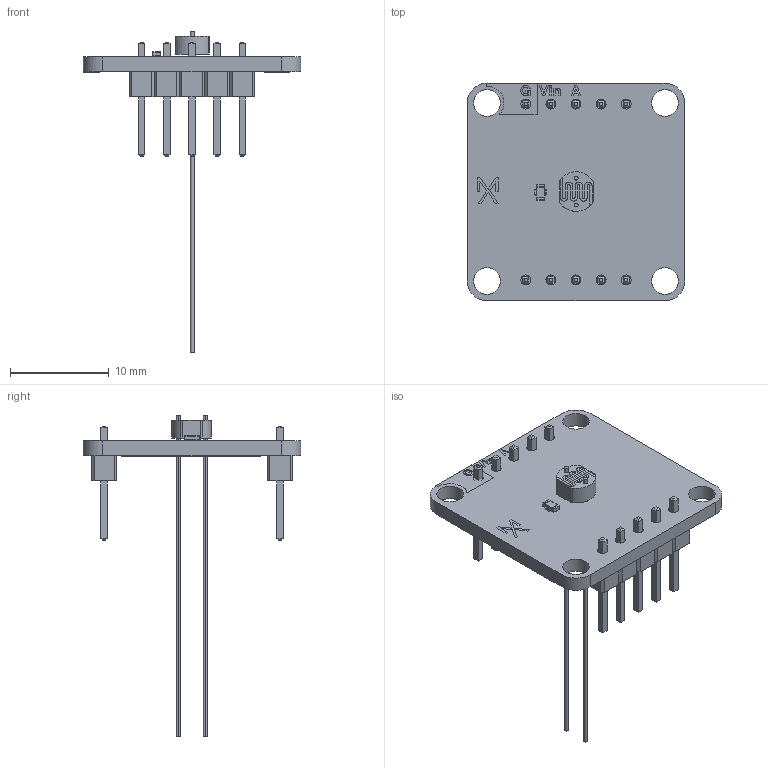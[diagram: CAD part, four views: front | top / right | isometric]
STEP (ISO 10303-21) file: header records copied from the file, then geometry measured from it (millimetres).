
FILE_DESCRIPTION(('KiCad electronic assembly'),'2;1');
FILE_NAME('AX22-0005.step','2025-12-05T15:24:02',('Pcbnew'),('Kicad'), 'Open CASCADE STEP processor 7.8','KiCad to STEP converter','Unknown' );
FILE_SCHEMA(('AUTOMOTIVE_DESIGN { 1 0 10303 214 1 1 1 1 }'));
Length unit declared in the file: millimetre
Products named in the file (6): AX22-0005 1; R_0603_1608Metric; LDR_COLOR; PinHeader_1x05_P2.54mm_Vertical; AX22_LDR_silkscreen; AX22_LDR_PCB
Assembly tree (6 placements, depth 2):
  AX22-0005 1
    R_0603_1608Metric
    LDR_COLOR
    PinHeader_1x05_P2.54mm_Vertical  x2
    AX22_LDR_silkscreen
    AX22_LDR_PCB
Bounding box: 22 x 22 x 32.5 mm (x, y, z)
Volume: 904.1 mm3; surface area: 1814.4 mm2
Topology: 7 solids, 33 shells, 350 faces, 1518 edges, 1228 vertices
Faces by surface type: plane 298, cylinder 28, bspline 24
Full cylindrical faces by diameter (mm): 0.8 x2, 1 x10, 2.7 x4
Entity records: 13472 total; most frequent: CARTESIAN_POINT 2809, ORIENTED_EDGE 1736, DIRECTION 1688, EDGE_CURVE 1222, VERTEX_POINT 1044, LINE 1018, VECTOR 1018, AXIS2_PLACEMENT_3D 335
